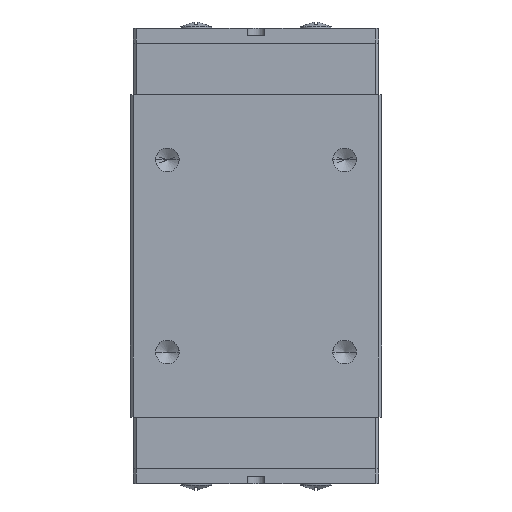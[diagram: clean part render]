
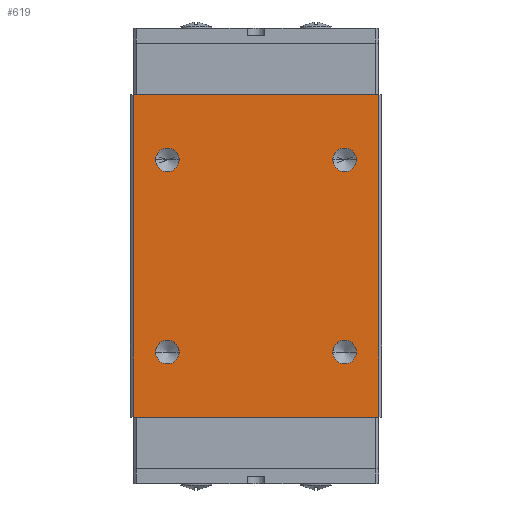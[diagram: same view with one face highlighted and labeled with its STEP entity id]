
A CAD part, top view. The second image highlights one B-rep face of the part: STEP entity #619.
In plain terms, the highlighted planar face has unit normal (0, 0, 1).
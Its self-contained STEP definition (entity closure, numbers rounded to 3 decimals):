
#619=ADVANCED_FACE('',(#1257,#1258,#1259,#1260,#1261),#1262,.T.);
#1257=FACE_BOUND('',#1913,.T.);
#1258=FACE_BOUND('',#1914,.T.);
#1259=FACE_BOUND('',#1915,.T.);
#1260=FACE_BOUND('',#1916,.T.);
#1261=FACE_OUTER_BOUND('',#1917,.T.);
#1262=PLANE('',#1918);
#1913=EDGE_LOOP('',(#3755,#3756));
#1914=EDGE_LOOP('',(#3757,#3758));
#1915=EDGE_LOOP('',(#3759,#3760));
#1916=EDGE_LOOP('',(#3761,#3762));
#1917=EDGE_LOOP('',(#3763,#3764,#3765,#3766));
#1918=AXIS2_PLACEMENT_3D('',#3767,#3768,#3769);
#3755=ORIENTED_EDGE('',*,*,#4615,.T.);
#3756=ORIENTED_EDGE('',*,*,#3949,.T.);
#3757=ORIENTED_EDGE('',*,*,#4619,.T.);
#3758=ORIENTED_EDGE('',*,*,#3941,.T.);
#3759=ORIENTED_EDGE('',*,*,#4623,.T.);
#3760=ORIENTED_EDGE('',*,*,#3933,.T.);
#3761=ORIENTED_EDGE('',*,*,#4627,.T.);
#3762=ORIENTED_EDGE('',*,*,#3925,.T.);
#3763=ORIENTED_EDGE('',*,*,#4601,.T.);
#3764=ORIENTED_EDGE('',*,*,#4636,.F.);
#3765=ORIENTED_EDGE('',*,*,#4637,.F.);
#3766=ORIENTED_EDGE('',*,*,#4633,.T.);
#3767=CARTESIAN_POINT('',(0.0,26.301,8.0));
#3768=DIRECTION('',(0.0,0.0,1.0));
#3769=DIRECTION('',(-1.0,0.0,-0.0));
#3925=EDGE_CURVE('',#4690,#4687,#4691,.T.);
#3933=EDGE_CURVE('',#4703,#4700,#4704,.T.);
#3941=EDGE_CURVE('',#4716,#4713,#4717,.T.);
#3949=EDGE_CURVE('',#4729,#4726,#4730,.T.);
#4601=EDGE_CURVE('',#5696,#5694,#5697,.T.);
#4615=EDGE_CURVE('',#4726,#4729,#5716,.T.);
#4619=EDGE_CURVE('',#4713,#4716,#5720,.T.);
#4623=EDGE_CURVE('',#4700,#4703,#5724,.T.);
#4627=EDGE_CURVE('',#4687,#4690,#5728,.T.);
#4633=EDGE_CURVE('',#5736,#5696,#5737,.T.);
#4636=EDGE_CURVE('',#5740,#5694,#5741,.T.);
#4637=EDGE_CURVE('',#5736,#5740,#5742,.T.);
#4687=VERTEX_POINT('',#5810);
#4690=VERTEX_POINT('',#5814);
#4691=CIRCLE('',#5815,0.8);
#4700=VERTEX_POINT('',#5827);
#4703=VERTEX_POINT('',#5831);
#4704=CIRCLE('',#5832,0.8);
#4713=VERTEX_POINT('',#5844);
#4716=VERTEX_POINT('',#5848);
#4717=CIRCLE('',#5849,0.8);
#4726=VERTEX_POINT('',#5861);
#4729=VERTEX_POINT('',#5865);
#4730=CIRCLE('',#5866,0.8);
#5694=VERTEX_POINT('',#7670);
#5696=VERTEX_POINT('',#7673);
#5697=LINE('',#7674,#7675);
#5716=CIRCLE('',#7702,0.8);
#5720=CIRCLE('',#7706,0.8);
#5724=CIRCLE('',#7710,0.8);
#5728=CIRCLE('',#7714,0.8);
#5736=VERTEX_POINT('',#7725);
#5737=LINE('',#7726,#7727);
#5740=VERTEX_POINT('',#7731);
#5741=LINE('',#7732,#7733);
#5742=LINE('',#7734,#7735);
#5810=CARTESIAN_POINT('',(-5.2,8.901,8.0));
#5814=CARTESIAN_POINT('',(-6.8,8.901,8.0));
#5815=AXIS2_PLACEMENT_3D('',#7817,#7818,#7819);
#5827=CARTESIAN_POINT('',(-5.2,21.901,8.0));
#5831=CARTESIAN_POINT('',(-6.8,21.901,8.0));
#5832=AXIS2_PLACEMENT_3D('',#7827,#7828,#7829);
#5844=CARTESIAN_POINT('',(6.8,8.901,8.0));
#5848=CARTESIAN_POINT('',(5.2,8.901,8.0));
#5849=AXIS2_PLACEMENT_3D('',#7837,#7838,#7839);
#5861=CARTESIAN_POINT('',(6.8,21.901,8.0));
#5865=CARTESIAN_POINT('',(5.2,21.901,8.0));
#5866=AXIS2_PLACEMENT_3D('',#7847,#7848,#7849);
#7670=CARTESIAN_POINT('',(8.3,4.501,8.0));
#7673=CARTESIAN_POINT('',(-8.3,4.501,8.0));
#7674=CARTESIAN_POINT('',(-8.3,4.501,8.0));
#7675=VECTOR('',#8442,1.0);
#7702=AXIS2_PLACEMENT_3D('',#8454,#8455,#8456);
#7706=AXIS2_PLACEMENT_3D('',#8460,#8461,#8462);
#7710=AXIS2_PLACEMENT_3D('',#8466,#8467,#8468);
#7714=AXIS2_PLACEMENT_3D('',#8472,#8473,#8474);
#7725=CARTESIAN_POINT('',(-8.3,26.301,8.0));
#7726=CARTESIAN_POINT('',(-8.3,26.301,8.0));
#7727=VECTOR('',#8478,1.0);
#7731=CARTESIAN_POINT('',(8.3,26.301,8.0));
#7732=CARTESIAN_POINT('',(8.3,26.301,8.0));
#7733=VECTOR('',#8480,1.0);
#7734=CARTESIAN_POINT('',(-8.3,26.301,8.0));
#7735=VECTOR('',#8481,1.0);
#7817=CARTESIAN_POINT('',(-6.0,8.901,8.0));
#7818=DIRECTION('',(0.0,0.0,-1.0));
#7819=DIRECTION('',(1.0,0.0,0.0));
#7827=CARTESIAN_POINT('',(-6.0,21.901,8.0));
#7828=DIRECTION('',(0.0,0.0,-1.0));
#7829=DIRECTION('',(1.0,0.0,0.0));
#7837=CARTESIAN_POINT('',(6.0,8.901,8.0));
#7838=DIRECTION('',(0.0,0.0,-1.0));
#7839=DIRECTION('',(1.0,0.0,0.0));
#7847=CARTESIAN_POINT('',(6.0,21.901,8.0));
#7848=DIRECTION('',(0.0,0.0,-1.0));
#7849=DIRECTION('',(1.0,0.0,0.0));
#8442=DIRECTION('',(1.0,0.0,0.0));
#8454=CARTESIAN_POINT('',(6.0,21.901,8.0));
#8455=DIRECTION('',(0.0,0.0,-1.0));
#8456=DIRECTION('',(1.0,0.0,0.0));
#8460=CARTESIAN_POINT('',(6.0,8.901,8.0));
#8461=DIRECTION('',(0.0,0.0,-1.0));
#8462=DIRECTION('',(1.0,0.0,0.0));
#8466=CARTESIAN_POINT('',(-6.0,21.901,8.0));
#8467=DIRECTION('',(0.0,0.0,-1.0));
#8468=DIRECTION('',(1.0,0.0,0.0));
#8472=CARTESIAN_POINT('',(-6.0,8.901,8.0));
#8473=DIRECTION('',(0.0,0.0,-1.0));
#8474=DIRECTION('',(1.0,0.0,0.0));
#8478=DIRECTION('',(0.0,-1.0,0.0));
#8480=DIRECTION('',(0.0,-1.0,0.0));
#8481=DIRECTION('',(1.0,0.0,0.0));
